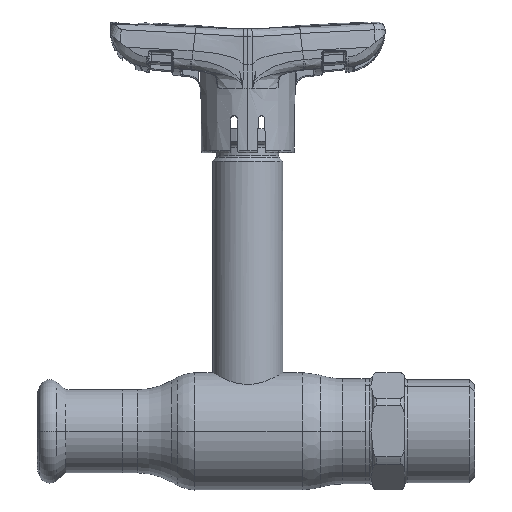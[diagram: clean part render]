
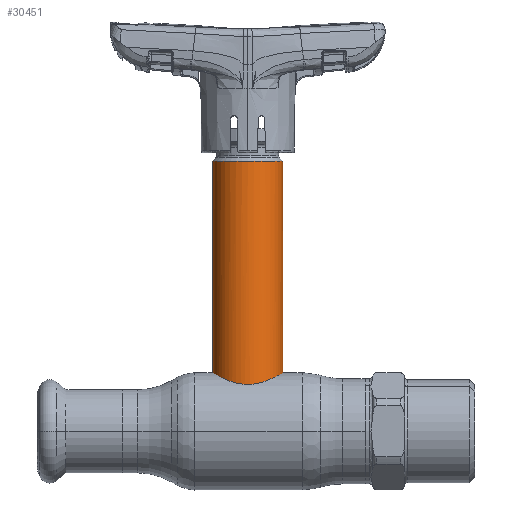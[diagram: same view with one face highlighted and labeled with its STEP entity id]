
A CAD part, top view. The second image highlights one B-rep face of the part: STEP entity #30451.
In plain terms, the highlighted cylindrical face has radius 9 mm (diameter 18 mm), a partial arc.
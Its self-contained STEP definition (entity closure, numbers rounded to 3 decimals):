
#407 = CARTESIAN_POINT ( 'NONE',  ( 9., 69.069, 0. ) ) ;
#2629 = CARTESIAN_POINT ( 'NONE',  ( -5.937, 13.387, 6.77 ) ) ;
#2919 = CARTESIAN_POINT ( 'NONE',  ( -2.963, 12.35, 8.518 ) ) ;
#3206 = CARTESIAN_POINT ( 'NONE',  ( 3.223, 12.423, 8.408 ) ) ;
#3483 = CARTESIAN_POINT ( 'NONE',  ( 2.947, 12.353, 8.509 ) ) ;
#3828 = ORIENTED_EDGE ( 'NONE', *, *, #15850, .F. ) ;
#5875 = CARTESIAN_POINT ( 'NONE',  ( -8.938, 14.963, 1.209 ) ) ;
#5914 = VECTOR ( 'NONE', #48104, 1000. ) ;
#6160 = CARTESIAN_POINT ( 'NONE',  ( -6.758, 13.768, 5.971 ) ) ;
#7368 = VERTEX_POINT ( 'NONE', #48329 ) ;
#7597 = CARTESIAN_POINT ( 'NONE',  ( 9., 15., 0.305 ) ) ;
#8177 = CARTESIAN_POINT ( 'NONE',  ( 4.789, 12.918, 7.626 ) ) ;
#8467 = CARTESIAN_POINT ( 'NONE',  ( -1.213, 12.057, 8.923 ) ) ;
#9115 = EDGE_LOOP ( 'NONE', ( #3828, #54983, #47380, #17686 ) ) ;
#11426 = CARTESIAN_POINT ( 'NONE',  ( -9., 15., 0. ) ) ;
#11726 = CARTESIAN_POINT ( 'NONE',  ( 8.509, 14.711, 2.947 ) ) ;
#12008 = CARTESIAN_POINT ( 'NONE',  ( -6.15, 13.483, 6.577 ) ) ;
#12567 = CARTESIAN_POINT ( 'NONE',  ( -4.037, 12.65, 8.065 ) ) ;
#12857 = CARTESIAN_POINT ( 'NONE',  ( 8.406, 14.651, 3.229 ) ) ;
#13562 = CARTESIAN_POINT ( 'NONE',  ( -9., 0., 0. ) ) ;
#14445 = B_SPLINE_CURVE_WITH_KNOTS ( 'NONE', 3,
 ( #11426, #19401, #5875, #51872, #32703, #37400, #14954, #46549, #6160, #12008, #2629, #20567, #21739, #35002, #12567, #2919, #53001, #43297, #8467, #21157, #20858, #25609, #38858, #34154, #43870, #3483, #3206, #30875, #16705, #43008, #8177, #56825, #39146, #57388, #30584, #35286, #43580, #53293, #16410, #12857, #11726, #16989, #34437, #48579, #57101, #21455, #7597, #25320 ),
 .UNSPECIFIED., .F., .F.,
 ( 4, 2, 2, 2, 2, 2, 2, 2, 2, 2, 2, 2, 2, 2, 2, 2, 2, 2, 2, 2, 2, 2, 2, 4 ),
 ( 0., 0.002, 0.004, 0.005, 0.007, 0.008, 0.009, 0.011, 0.013, 0.014, 0.014, 0.016, 0.017, 0.018, 0.019, 0.02, 0.022, 0.023, 0.023, 0.025, 0.026, 0.027, 0.028, 0.029 ),
 .UNSPECIFIED. ) ;
#14954 = CARTESIAN_POINT ( 'NONE',  ( -7.781, 14.299, 4.56 ) ) ;
#15850 = EDGE_CURVE ( 'NONE', #29993, #36291, #43871, .T. ) ;
#16410 = CARTESIAN_POINT ( 'NONE',  ( 8.059, 14.454, 4.05 ) ) ;
#16705 = CARTESIAN_POINT ( 'NONE',  ( 4.026, 12.655, 8.055 ) ) ;
#16756 = VERTEX_POINT ( 'NONE', #22045 ) ;
#16989 = CARTESIAN_POINT ( 'NONE',  ( 8.685, 14.813, 2.378 ) ) ;
#17686 = ORIENTED_EDGE ( 'NONE', *, *, #57519, .T. ) ;
#19401 = CARTESIAN_POINT ( 'NONE',  ( -9., 15., 0.611 ) ) ;
#20567 = CARTESIAN_POINT ( 'NONE',  ( -5.492, 13.196, 7.136 ) ) ;
#20858 = CARTESIAN_POINT ( 'NONE',  ( -0.308, 12., 9. ) ) ;
#21157 = CARTESIAN_POINT ( 'NONE',  ( -0.613, 12.012, 8.984 ) ) ;
#21455 = CARTESIAN_POINT ( 'NONE',  ( 8.984, 14.991, 0.611 ) ) ;
#21739 = CARTESIAN_POINT ( 'NONE',  ( -5.259, 13.1, 7.309 ) ) ;
#22045 = CARTESIAN_POINT ( 'NONE',  ( -9., 69.069, 0. ) ) ;
#23930 = DIRECTION ( 'NONE',  ( 0., -1., 0. ) ) ;
#25320 = CARTESIAN_POINT ( 'NONE',  ( 9., 15., 0. ) ) ;
#25609 = CARTESIAN_POINT ( 'NONE',  ( 0.606, 12., 9. ) ) ;
#27465 = CARTESIAN_POINT ( 'NONE',  ( 9., 15., 0. ) ) ;
#28363 = DIRECTION ( 'NONE',  ( -1., 0., 0. ) ) ;
#29993 = VERTEX_POINT ( 'NONE', #407 ) ;
#30451 = ADVANCED_FACE ( 'NONE', ( #38326 ), #42192, .T. ) ;
#30584 = CARTESIAN_POINT ( 'NONE',  ( 6.756, 13.77, 5.953 ) ) ;
#30875 = CARTESIAN_POINT ( 'NONE',  ( 3.763, 12.574, 8.181 ) ) ;
#30917 = EDGE_CURVE ( 'NONE', #16756, #7368, #53995, .T. ) ;
#31449 = CARTESIAN_POINT ( 'NONE',  ( 9., 0., 0. ) ) ;
#32703 = CARTESIAN_POINT ( 'NONE',  ( -8.519, 14.715, 2.961 ) ) ;
#33916 = CARTESIAN_POINT ( 'NONE',  ( 0., 0., 0. ) ) ;
#34154 = CARTESIAN_POINT ( 'NONE',  ( 2.086, 12.176, 8.76 ) ) ;
#34437 = CARTESIAN_POINT ( 'NONE',  ( 8.759, 14.857, 2.09 ) ) ;
#35002 = CARTESIAN_POINT ( 'NONE',  ( -4.543, 12.824, 7.791 ) ) ;
#35286 = CARTESIAN_POINT ( 'NONE',  ( 7.124, 13.954, 5.508 ) ) ;
#36291 = VERTEX_POINT ( 'NONE', #27465 ) ;
#36922 = EDGE_CURVE ( 'NONE', #29993, #16756, #43081, .T. ) ;
#37400 = CARTESIAN_POINT ( 'NONE',  ( -8.06, 14.454, 4.048 ) ) ;
#38035 = DIRECTION ( 'NONE',  ( 0., -1., 0. ) ) ;
#38326 = FACE_OUTER_BOUND ( 'NONE', #9115, .T. ) ;
#38858 = CARTESIAN_POINT ( 'NONE',  ( 1.205, 12.046, 8.939 ) ) ;
#39146 = CARTESIAN_POINT ( 'NONE',  ( 5.948, 13.389, 6.778 ) ) ;
#42192 = CYLINDRICAL_SURFACE ( 'NONE', #56732, 9. ) ;
#42483 = DIRECTION ( 'NONE',  ( -1., 0., 0. ) ) ;
#43008 = CARTESIAN_POINT ( 'NONE',  ( 4.539, 12.827, 7.777 ) ) ;
#43081 = CIRCLE ( 'NONE', #55299, 9. ) ;
#43297 = CARTESIAN_POINT ( 'NONE',  ( -1.509, 12.091, 8.878 ) ) ;
#43580 = CARTESIAN_POINT ( 'NONE',  ( 7.296, 14.043, 5.277 ) ) ;
#43870 = CARTESIAN_POINT ( 'NONE',  ( 2.378, 12.23, 8.685 ) ) ;
#43871 = LINE ( 'NONE', #31449, #53350 ) ;
#44739 = DIRECTION ( 'NONE',  ( 0., -1., 0. ) ) ;
#46549 = CARTESIAN_POINT ( 'NONE',  ( -7.126, 13.954, 5.528 ) ) ;
#47380 = ORIENTED_EDGE ( 'NONE', *, *, #30917, .T. ) ;
#48104 = DIRECTION ( 'NONE',  ( 0., -1., 0. ) ) ;
#48329 = CARTESIAN_POINT ( 'NONE',  ( -9., 15., 0. ) ) ;
#48579 = CARTESIAN_POINT ( 'NONE',  ( 8.878, 14.927, 1.506 ) ) ;
#51872 = CARTESIAN_POINT ( 'NONE',  ( -8.7, 14.821, 2.382 ) ) ;
#53001 = CARTESIAN_POINT ( 'NONE',  ( -2.387, 12.221, 8.698 ) ) ;
#53293 = CARTESIAN_POINT ( 'NONE',  ( 7.781, 14.299, 4.56 ) ) ;
#53350 = VECTOR ( 'NONE', #44739, 1000. ) ;
#53995 = LINE ( 'NONE', #13562, #5914 ) ;
#54983 = ORIENTED_EDGE ( 'NONE', *, *, #36922, .T. ) ;
#55165 = CARTESIAN_POINT ( 'NONE',  ( 0., 69.069, 0. ) ) ;
#55299 = AXIS2_PLACEMENT_3D ( 'NONE', #55165, #23930, #28363 ) ;
#56732 = AXIS2_PLACEMENT_3D ( 'NONE', #33916, #38035, #42483 ) ;
#56825 = CARTESIAN_POINT ( 'NONE',  ( 5.507, 13.196, 7.142 ) ) ;
#57101 = CARTESIAN_POINT ( 'NONE',  ( 8.923, 14.954, 1.21 ) ) ;
#57388 = CARTESIAN_POINT ( 'NONE',  ( 6.56, 13.675, 6.169 ) ) ;
#57519 = EDGE_CURVE ( 'NONE', #7368, #36291, #14445, .T. ) ;
